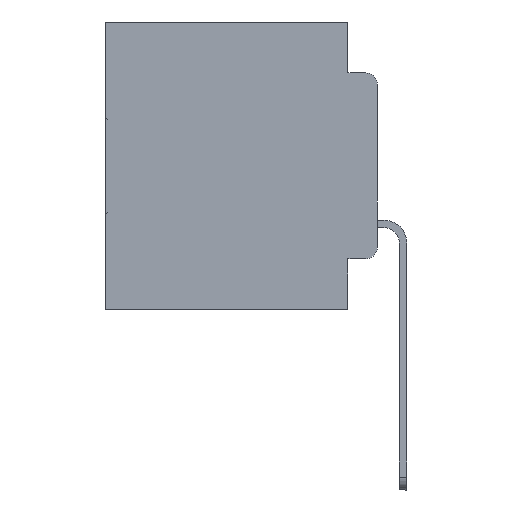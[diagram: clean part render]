
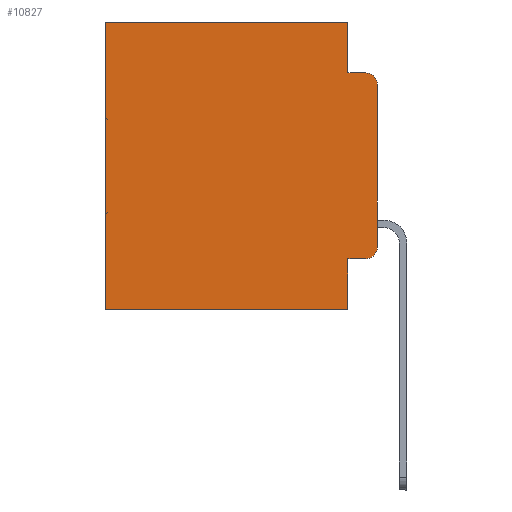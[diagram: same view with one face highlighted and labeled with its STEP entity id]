
A CAD part, left-side view. The second image highlights one B-rep face of the part: STEP entity #10827.
In plain terms, the highlighted planar face has unit normal (-1, 0, 0).
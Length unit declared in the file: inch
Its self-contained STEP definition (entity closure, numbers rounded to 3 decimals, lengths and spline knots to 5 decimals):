
#485 = DIRECTION ( 'NONE',  ( 0., 0., -1. ) ) ;
#804 = LINE ( 'NONE', #22784, #23876 ) ;
#893 = CARTESIAN_POINT ( 'NONE',  ( 0.298, 0.02, -0.4115 ) ) ;
#1635 = EDGE_CURVE ( 'NONE', #19461, #6253, #22288, .T. ) ;
#2686 = EDGE_LOOP ( 'NONE', ( #9858, #10885, #17115, #16465, #15146, #28820, #31215, #29405, #11320, #27351 ) ) ;
#3032 = DIRECTION ( 'NONE',  ( 0., 1., 0. ) ) ;
#4313 = EDGE_CURVE ( 'NONE', #31924, #17270, #19446, .T. ) ;
#4855 = CARTESIAN_POINT ( 'NONE',  ( 0.298, 0.051, -0.5 ) ) ;
#5467 = VERTEX_POINT ( 'NONE', #18860 ) ;
#6253 = VERTEX_POINT ( 'NONE', #6840 ) ;
#6326 = CARTESIAN_POINT ( 'NONE',  ( 0.298, 0.02, -0.3915 ) ) ;
#6416 = DIRECTION ( 'NONE',  ( 0., 1., 0. ) ) ;
#6725 = EDGE_CURVE ( 'NONE', #7678, #6253, #29910, .T. ) ;
#6840 = CARTESIAN_POINT ( 'NONE',  ( 0.298, 0., -0.3915 ) ) ;
#7482 = VECTOR ( 'NONE', #7640, 39.37008 ) ;
#7640 = DIRECTION ( 'NONE',  ( 0., -1., 0. ) ) ;
#7678 = VERTEX_POINT ( 'NONE', #893 ) ;
#8276 = VECTOR ( 'NONE', #6416, 39.37008 ) ;
#8754 = VERTEX_POINT ( 'NONE', #18315 ) ;
#8764 = CARTESIAN_POINT ( 'NONE',  ( 0.298, 0.473, 0. ) ) ;
#9858 = ORIENTED_EDGE ( 'NONE', *, *, #1635, .F. ) ;
#10089 = CARTESIAN_POINT ( 'NONE',  ( 0.298, 0.051, -0.0885 ) ) ;
#10283 = DIRECTION ( 'NONE',  ( 0., 0., -1. ) ) ;
#10561 = EDGE_CURVE ( 'NONE', #28493, #8754, #15283, .T. ) ;
#10827 = ADVANCED_FACE ( 'NONE', ( #21939 ), #21314, .F. ) ;
#10885 = ORIENTED_EDGE ( 'NONE', *, *, #32136, .T. ) ;
#11320 = ORIENTED_EDGE ( 'NONE', *, *, #23811, .T. ) ;
#11953 = CARTESIAN_POINT ( 'NONE',  ( 0.298, 0., -0.5 ) ) ;
#12029 = EDGE_CURVE ( 'NONE', #26255, #23523, #27274, .T. ) ;
#13000 = CARTESIAN_POINT ( 'NONE',  ( 0.298, 0.02, -0.1085 ) ) ;
#13321 = DIRECTION ( 'NONE',  ( -1., 0., 0. ) ) ;
#13825 = DIRECTION ( 'NONE',  ( -1., 0., 0. ) ) ;
#14004 = VECTOR ( 'NONE', #485, 39.37008 ) ;
#14446 = VECTOR ( 'NONE', #3032, 39.37008 ) ;
#14758 = AXIS2_PLACEMENT_3D ( 'NONE', #13000, #13321, #23239 ) ;
#15146 = ORIENTED_EDGE ( 'NONE', *, *, #12029, .T. ) ;
#15283 = LINE ( 'NONE', #10089, #7482 ) ;
#15483 = LINE ( 'NONE', #20701, #22589 ) ;
#15774 = LINE ( 'NONE', #18058, #14004 ) ;
#16362 = CARTESIAN_POINT ( 'NONE',  ( 0.298, 0.473, -0.5 ) ) ;
#16465 = ORIENTED_EDGE ( 'NONE', *, *, #23831, .F. ) ;
#16851 = AXIS2_PLACEMENT_3D ( 'NONE', #6326, #13825, #23745 ) ;
#17115 = ORIENTED_EDGE ( 'NONE', *, *, #10561, .F. ) ;
#17270 = VERTEX_POINT ( 'NONE', #16362 ) ;
#17335 = EDGE_CURVE ( 'NONE', #5467, #31924, #15483, .T. ) ;
#17885 = EDGE_CURVE ( 'NONE', #23523, #17270, #20660, .T. ) ;
#18058 = CARTESIAN_POINT ( 'NONE',  ( 0.298, 0.051, 0. ) ) ;
#18315 = CARTESIAN_POINT ( 'NONE',  ( 0.298, 0.02, -0.0885 ) ) ;
#18860 = CARTESIAN_POINT ( 'NONE',  ( 0.298, 0.051, -0.4115 ) ) ;
#18864 = DIRECTION ( 'NONE',  ( 1., 0., 0. ) ) ;
#19446 = LINE ( 'NONE', #11953, #8276 ) ;
#19461 = VERTEX_POINT ( 'NONE', #26023 ) ;
#19852 = CARTESIAN_POINT ( 'NONE',  ( 0.298, 0., 0. ) ) ;
#20660 = LINE ( 'NONE', #8764, #28324 ) ;
#20701 = CARTESIAN_POINT ( 'NONE',  ( 0.298, 0.051, 0. ) ) ;
#21314 = PLANE ( 'NONE',  #25176 ) ;
#21506 = CARTESIAN_POINT ( 'NONE',  ( 0.298, 0.473, 0. ) ) ;
#21512 = CIRCLE ( 'NONE', #14758, 0.02 ) ;
#21939 = FACE_OUTER_BOUND ( 'NONE', #2686, .T. ) ;
#22288 = LINE ( 'NONE', #19852, #26809 ) ;
#22589 = VECTOR ( 'NONE', #10283, 39.37008 ) ;
#22784 = CARTESIAN_POINT ( 'NONE',  ( 0.298, 0.051, -0.4115 ) ) ;
#22940 = DIRECTION ( 'NONE',  ( 0., -1., 0. ) ) ;
#23239 = DIRECTION ( 'NONE',  ( 0., 0., -1. ) ) ;
#23523 = VERTEX_POINT ( 'NONE', #21506 ) ;
#23745 = DIRECTION ( 'NONE',  ( 0., 0., -1. ) ) ;
#23811 = EDGE_CURVE ( 'NONE', #5467, #7678, #804, .T. ) ;
#23831 = EDGE_CURVE ( 'NONE', #26255, #28493, #15774, .T. ) ;
#23876 = VECTOR ( 'NONE', #22940, 39.37008 ) ;
#24718 = DIRECTION ( 'NONE',  ( 0., 0., -1. ) ) ;
#25176 = AXIS2_PLACEMENT_3D ( 'NONE', #31225, #18864, #28775 ) ;
#26023 = CARTESIAN_POINT ( 'NONE',  ( 0.298, 0., -0.1085 ) ) ;
#26255 = VERTEX_POINT ( 'NONE', #28580 ) ;
#26809 = VECTOR ( 'NONE', #24718, 39.37008 ) ;
#27274 = LINE ( 'NONE', #27915, #14446 ) ;
#27351 = ORIENTED_EDGE ( 'NONE', *, *, #6725, .T. ) ;
#27915 = CARTESIAN_POINT ( 'NONE',  ( 0.298, 0., 0. ) ) ;
#28324 = VECTOR ( 'NONE', #30738, 39.37008 ) ;
#28426 = CARTESIAN_POINT ( 'NONE',  ( 0.298, 0.051, -0.0885 ) ) ;
#28493 = VERTEX_POINT ( 'NONE', #28426 ) ;
#28580 = CARTESIAN_POINT ( 'NONE',  ( 0.298, 0.051, 0. ) ) ;
#28775 = DIRECTION ( 'NONE',  ( 0., 0., -1. ) ) ;
#28820 = ORIENTED_EDGE ( 'NONE', *, *, #17885, .T. ) ;
#29405 = ORIENTED_EDGE ( 'NONE', *, *, #17335, .F. ) ;
#29910 = CIRCLE ( 'NONE', #16851, 0.02 ) ;
#30738 = DIRECTION ( 'NONE',  ( 0., 0., -1. ) ) ;
#31215 = ORIENTED_EDGE ( 'NONE', *, *, #4313, .F. ) ;
#31225 = CARTESIAN_POINT ( 'NONE',  ( 0.298, 0., 0. ) ) ;
#31924 = VERTEX_POINT ( 'NONE', #4855 ) ;
#32136 = EDGE_CURVE ( 'NONE', #19461, #8754, #21512, .T. ) ;
